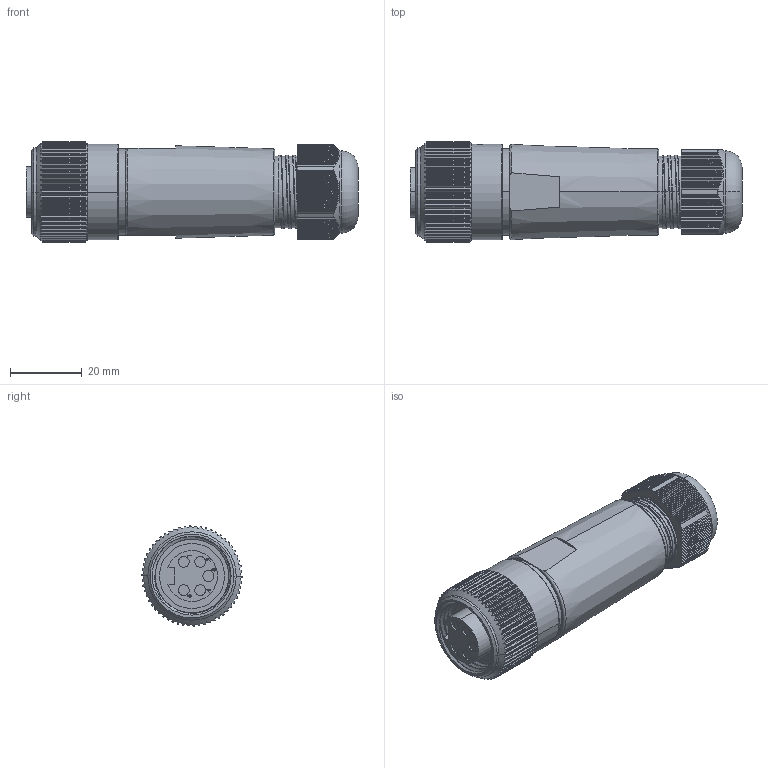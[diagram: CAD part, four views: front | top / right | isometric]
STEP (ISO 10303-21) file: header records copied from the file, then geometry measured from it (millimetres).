
FILE_DESCRIPTION((''),'2;1');
FILE_NAME('CAD-9109','2024-06-03T11:51:49',('creinig-se'),(''),'CREO PARAMETRIC BY PTC INC, 2022284','CREO PARAMETRIC BY PTC INC, 2022284','');
FILE_SCHEMA(('CONFIG_CONTROL_DESIGN','SHAPE_APPEARANCE_LAYERS_GROUPS'));
Length unit declared in the file: millimetre
Products named in the file (1): CAD-9109
Bounding box: 92.75 x 28 x 27.98 mm (x, y, z)
Volume: 43529.4 mm3; surface area: 11980.1 mm2
Topology: 1 solids, 1 shells, 851 faces, 2497 edges, 1666 vertices
Faces by surface type: plane 469, cylinder 320, extrusion 28, torus 14, cone 13, bspline 7
Entity records: 44989 total; most frequent: CARTESIAN_POINT 15486, ORIENTED_EDGE 4994, DIRECTION 3315, PRESENTATION_STYLE_ASSIGNMENT 2620, STYLED_ITEM 2525, CURVE_STYLE 2524, EDGE_CURVE 2497, VERTEX_POINT 1666
